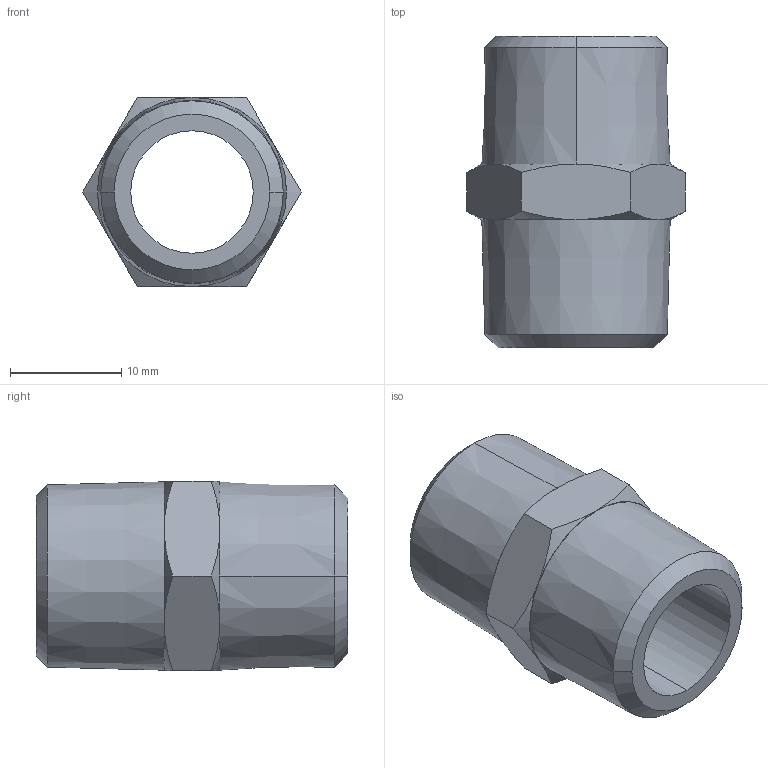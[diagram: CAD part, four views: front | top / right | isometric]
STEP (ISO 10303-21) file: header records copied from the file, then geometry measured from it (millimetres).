
FILE_DESCRIPTION (( 'STEP AP203' ), '1' );
FILE_NAME ('X5020303.STEP', '2011-10-24T14:34:30', ( 'Flavio' ), ( '' ), 'SwSTEP 2.0', 'SolidWorks 2011', '' );
FILE_SCHEMA (( 'CONFIG_CONTROL_DESIGN' ));
Length unit declared in the file: millimetre
Products named in the file (1): X5020303
Bounding box: 19.63 x 28 x 17 mm (x, y, z)
Volume: 3512.5 mm3; surface area: 2643.9 mm2
Topology: 1 solids, 1 shells, 34 faces, 72 edges, 42 vertices
Faces by surface type: cone 22, plane 10, cylinder 2
Entity records: 1079 total; most frequent: CARTESIAN_POINT 293, DIRECTION 148, ORIENTED_EDGE 144, EDGE_CURVE 72, AXIS2_PLACEMENT_3D 65, VERTEX_POINT 42, EDGE_LOOP 38, ADVANCED_FACE 34
